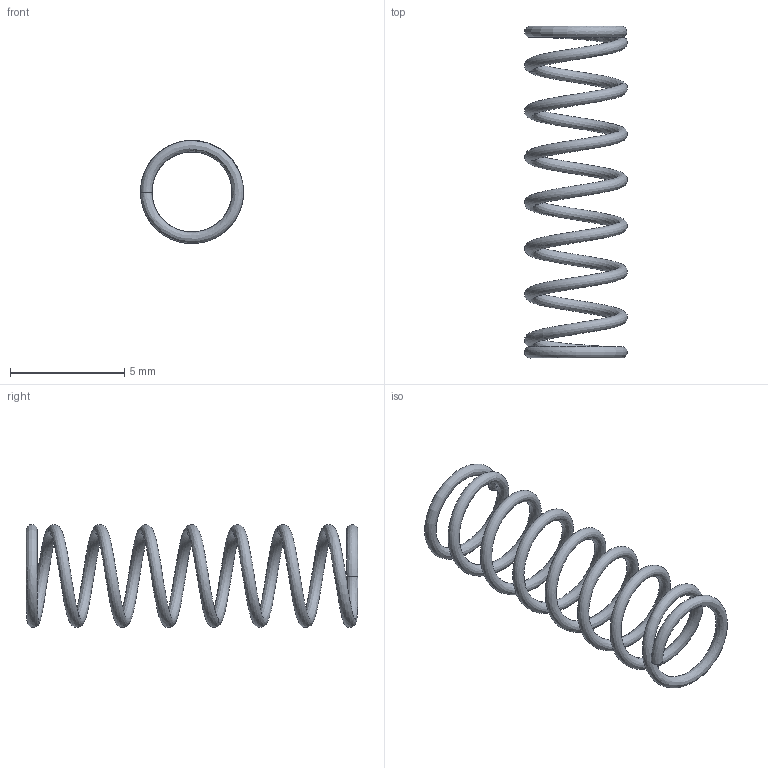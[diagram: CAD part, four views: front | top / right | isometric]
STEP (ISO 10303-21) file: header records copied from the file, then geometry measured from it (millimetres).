
FILE_DESCRIPTION(/* description */ (''),/* implementation_level */ '2;1');
FILE_NAME(/* name */ '[2019-10-15][1330] Cam Controlled - PCB Paper''Retractable Pen Spring.stp',/* time_stamp */ '2019-10-28T18:30:19+05:00',/* author */ ('Johnson Ebenezer R'),/* organization */ (''),/* preprocessor_version */ 'ST-DEVELOPER v18',/* originating_system */ 'Autodesk Inventor 2020',/* authorisation */ '');
FILE_SCHEMA (('AUTOMOTIVE_DESIGN { 1 0 10303 214 3 1 1 }'));
Length unit declared in the file: millimetre
Products named in the file (1): Retractable Pen Spring
Bounding box: 4.5 x 14.5 x 4.5 mm (x, y, z)
Volume: 20.9 mm3; surface area: 168.5 mm2
Topology: 1 solids, 1 shells, 3 faces, 3 edges, 2 vertices
Faces by surface type: plane 2, bspline 1
Entity records: 1543 total; most frequent: CARTESIAN_POINT 1460, DIRECTION 8, ORIENTED_EDGE 6, AXIS2_PLACEMENT_3D 4, FACE_OUTER_BOUND 3, EDGE_LOOP 3, EDGE_CURVE 3, ADVANCED_FACE 3
